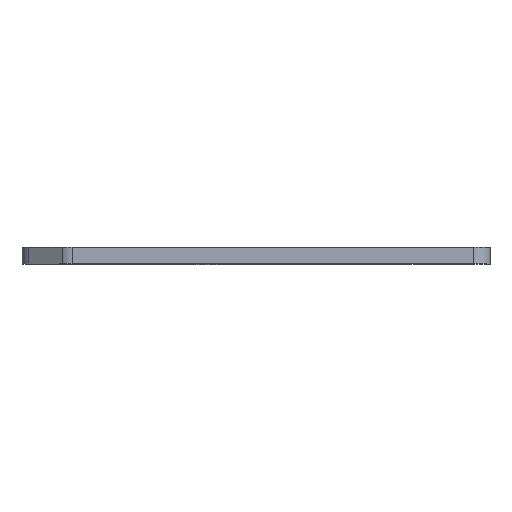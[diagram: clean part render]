
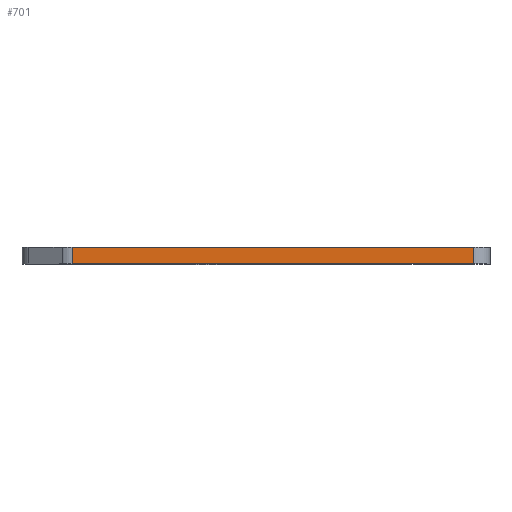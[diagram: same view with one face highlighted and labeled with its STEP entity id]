
A CAD part, top view. The second image highlights one B-rep face of the part: STEP entity #701.
In plain terms, the highlighted planar face has unit normal (0, 0, 1).
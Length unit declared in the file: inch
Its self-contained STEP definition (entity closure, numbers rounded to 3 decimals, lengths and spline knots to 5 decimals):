
#27 = ORIENTED_EDGE ( 'NONE', *, *, #49, .T. ) ;
#42 = PLANE ( 'NONE',  #1262 ) ;
#49 = EDGE_CURVE ( 'NONE', #1473, #1154, #799, .T. ) ;
#55 = LINE ( 'NONE', #563, #1471 ) ;
#202 = ORIENTED_EDGE ( 'NONE', *, *, #1136, .T. ) ;
#251 = CARTESIAN_POINT ( 'NONE',  ( 3.125, 0., 0.375 ) ) ;
#267 = VECTOR ( 'NONE', #778, 39.37008 ) ;
#274 = CARTESIAN_POINT ( 'NONE',  ( 0.125, 0.125, 0.375 ) ) ;
#288 = VECTOR ( 'NONE', #976, 39.37008 ) ;
#384 = ORIENTED_EDGE ( 'NONE', *, *, #703, .T. ) ;
#435 = DIRECTION ( 'NONE',  ( 0., 0., -1. ) ) ;
#442 = FACE_OUTER_BOUND ( 'NONE', #1455, .T. ) ;
#497 = CARTESIAN_POINT ( 'NONE',  ( 3.125, 0.125, 0.375 ) ) ;
#523 = EDGE_CURVE ( 'NONE', #595, #1185, #1521, .T. ) ;
#558 = CARTESIAN_POINT ( 'NONE',  ( 0., 0.125, 0.375 ) ) ;
#563 = CARTESIAN_POINT ( 'NONE',  ( 3.125, 0.125, 0.375 ) ) ;
#595 = VERTEX_POINT ( 'NONE', #274 ) ;
#676 = DIRECTION ( 'NONE',  ( -1., 0., 0. ) ) ;
#701 = ADVANCED_FACE ( 'NONE', ( #442 ), #42, .F. ) ;
#703 = EDGE_CURVE ( 'NONE', #1154, #1185, #55, .T. ) ;
#778 = DIRECTION ( 'NONE',  ( 1., 0., 0. ) ) ;
#785 = VECTOR ( 'NONE', #870, 39.37008 ) ;
#799 = LINE ( 'NONE', #1047, #267 ) ;
#870 = DIRECTION ( 'NONE',  ( 0., -1., 0. ) ) ;
#976 = DIRECTION ( 'NONE',  ( 1., 0., 0. ) ) ;
#985 = CARTESIAN_POINT ( 'NONE',  ( 0., 0.125, 0.375 ) ) ;
#1047 = CARTESIAN_POINT ( 'NONE',  ( 0., 0., 0.375 ) ) ;
#1070 = DIRECTION ( 'NONE',  ( 0., 1., 0. ) ) ;
#1124 = LINE ( 'NONE', #1620, #785 ) ;
#1136 = EDGE_CURVE ( 'NONE', #595, #1473, #1124, .T. ) ;
#1154 = VERTEX_POINT ( 'NONE', #251 ) ;
#1185 = VERTEX_POINT ( 'NONE', #497 ) ;
#1243 = ORIENTED_EDGE ( 'NONE', *, *, #523, .F. ) ;
#1262 = AXIS2_PLACEMENT_3D ( 'NONE', #558, #435, #676 ) ;
#1455 = EDGE_LOOP ( 'NONE', ( #27, #384, #1243, #202 ) ) ;
#1468 = CARTESIAN_POINT ( 'NONE',  ( 0.125, 0., 0.375 ) ) ;
#1471 = VECTOR ( 'NONE', #1070, 39.37008 ) ;
#1473 = VERTEX_POINT ( 'NONE', #1468 ) ;
#1521 = LINE ( 'NONE', #985, #288 ) ;
#1620 = CARTESIAN_POINT ( 'NONE',  ( 0.125, 0.125, 0.375 ) ) ;
